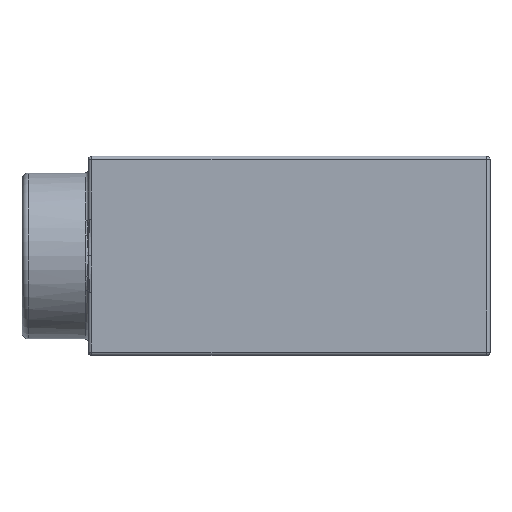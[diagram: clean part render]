
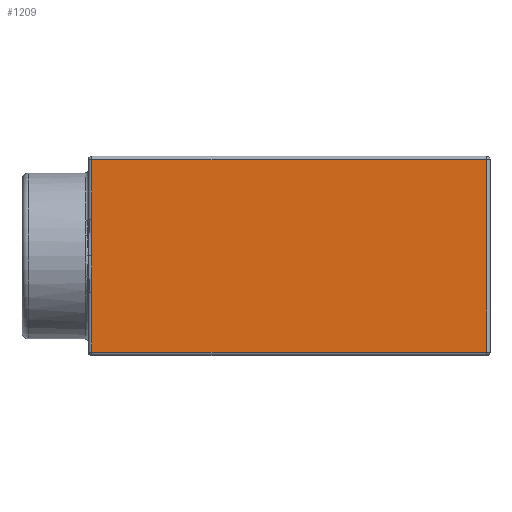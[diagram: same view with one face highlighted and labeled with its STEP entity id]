
A CAD part, top view. The second image highlights one B-rep face of the part: STEP entity #1209.
In plain terms, the highlighted planar face has unit normal (0, 0, 1).
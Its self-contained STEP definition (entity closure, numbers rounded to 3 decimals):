
#32=PLANE('',#1343);
#138=FACE_OUTER_BOUND('',#223,.T.);
#223=EDGE_LOOP('',(#997,#998,#999,#1000,#1001,#1002,#1003));
#336=LINE('',#2825,#412);
#337=LINE('',#2872,#413);
#344=LINE('',#3153,#420);
#346=LINE('',#3156,#422);
#354=LINE('',#3176,#430);
#356=LINE('',#3179,#432);
#364=LINE('',#3191,#440);
#412=VECTOR('',#1428,10.);
#413=VECTOR('',#1433,10.);
#420=VECTOR('',#1518,10.);
#422=VECTOR('',#1522,10.);
#430=VECTOR('',#1552,10.);
#432=VECTOR('',#1556,10.);
#440=VECTOR('',#1572,10.);
#540=VERTEX_POINT('',#2817);
#541=VERTEX_POINT('',#2824);
#543=VERTEX_POINT('',#2870);
#547=VERTEX_POINT('',#2939);
#550=VERTEX_POINT('',#2946);
#560=VERTEX_POINT('',#3042);
#567=VERTEX_POINT('',#3131);
#656=EDGE_CURVE('',#540,#541,#336,.T.);
#660=EDGE_CURVE('',#543,#540,#337,.T.);
#698=EDGE_CURVE('',#560,#567,#344,.T.);
#700=EDGE_CURVE('',#567,#543,#346,.T.);
#713=EDGE_CURVE('',#550,#560,#354,.T.);
#715=EDGE_CURVE('',#541,#547,#356,.T.);
#723=EDGE_CURVE('',#547,#550,#364,.T.);
#997=ORIENTED_EDGE('',*,*,#698,.F.);
#998=ORIENTED_EDGE('',*,*,#713,.F.);
#999=ORIENTED_EDGE('',*,*,#723,.F.);
#1000=ORIENTED_EDGE('',*,*,#715,.F.);
#1001=ORIENTED_EDGE('',*,*,#656,.F.);
#1002=ORIENTED_EDGE('',*,*,#660,.F.);
#1003=ORIENTED_EDGE('',*,*,#700,.F.);
#1209=ADVANCED_FACE('',(#138),#32,.T.);
#1343=AXIS2_PLACEMENT_3D('',#3207,#1593,#1594);
#1428=DIRECTION('',(0.,1.,0.));
#1433=DIRECTION('',(0.,1.,0.));
#1518=DIRECTION('',(-1.,0.,0.));
#1522=DIRECTION('',(0.,1.,0.));
#1552=DIRECTION('',(0.,-1.,0.));
#1556=DIRECTION('',(0.,1.,0.));
#1572=DIRECTION('',(1.,0.,0.));
#1593=DIRECTION('center_axis',(0.,0.,1.));
#1594=DIRECTION('ref_axis',(1.,0.,0.));
#2817=CARTESIAN_POINT('',(-5.95,0.,5.));
#2824=CARTESIAN_POINT('',(-5.95,1.1,5.));
#2825=CARTESIAN_POINT('',(-5.95,0.,5.));
#2870=CARTESIAN_POINT('',(-5.95,-1.1,5.));
#2872=CARTESIAN_POINT('',(-5.95,0.,5.));
#2939=CARTESIAN_POINT('',(-5.95,2.9,5.));
#2946=CARTESIAN_POINT('',(5.95,2.9,5.));
#3042=CARTESIAN_POINT('',(5.95,-2.9,5.));
#3131=CARTESIAN_POINT('',(-5.95,-2.9,5.));
#3153=CARTESIAN_POINT('',(-3.025,-2.9,5.));
#3156=CARTESIAN_POINT('',(-5.95,1.5,5.));
#3176=CARTESIAN_POINT('',(5.95,-1.5,5.));
#3179=CARTESIAN_POINT('',(-5.95,1.5,5.));
#3191=CARTESIAN_POINT('',(3.025,2.9,5.));
#3207=CARTESIAN_POINT('Origin',(0.,0.,5.));
